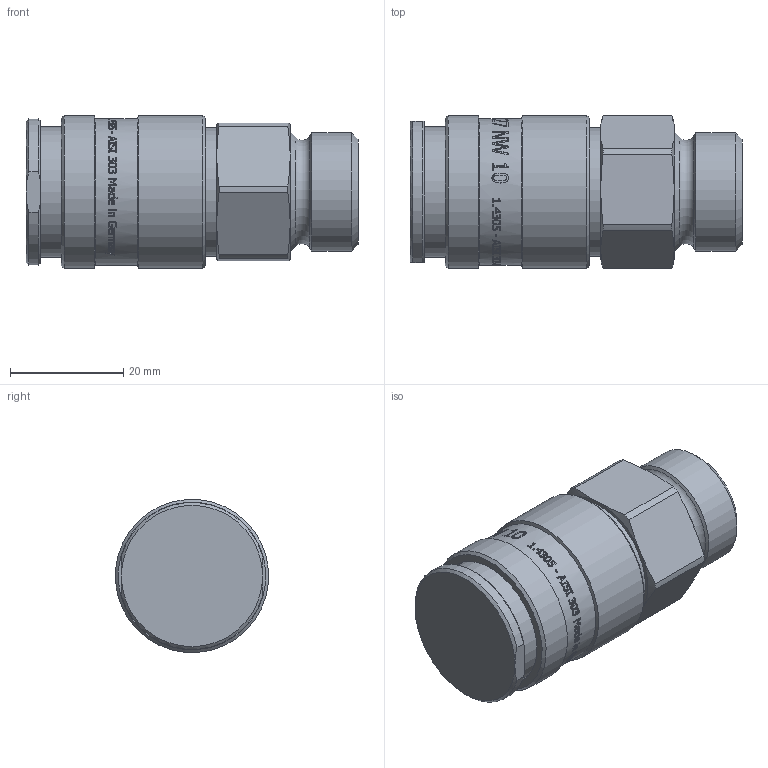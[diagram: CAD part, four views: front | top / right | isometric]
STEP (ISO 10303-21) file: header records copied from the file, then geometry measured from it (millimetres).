
FILE_DESCRIPTION((''),'2;1');
FILE_NAME('27kaaw21rvx.stp','2014-01-10T10:26:32',('IA176480'),(''),'Autodesk Inventor 2013','Autodesk Inventor 2013','');
FILE_SCHEMA(('AUTOMOTIVE_DESIGN { 1 0 10303 214 1 1 1 1 }'));
Length unit declared in the file: millimetre
Products named in the file (1): D104385
Bounding box: 58.75 x 27.07 x 27.07 mm (x, y, z)
Volume: 26261.2 mm3; surface area: 11925.7 mm2
Topology: 2 solids, 3 shells, 826 faces, 2231 edges, 1477 vertices
Faces by surface type: bspline 385, plane 323, cylinder 87, cone 30, torus 1
Full cylindrical faces by diameter (mm): 17.374 x1, 17.5 x1, 18 x1, 18.7 x1, 19 x1, 20 x1, 20.3 x1, 20.95 x1, 20.955 x1, 22.8 x1, 23.1 x1, 23.35 x1, 23.55 x1, 26 x1, 27.15 x2
Entity records: 125923 total; most frequent: CARTESIAN_POINT 107639, ORIENTED_EDGE 4372, DIRECTION 2211, EDGE_CURVE 2186, VERTEX_POINT 1466, B_SPLINE_CURVE_WITH_KNOTS 1056, EDGE_LOOP 926, VECTOR 865
